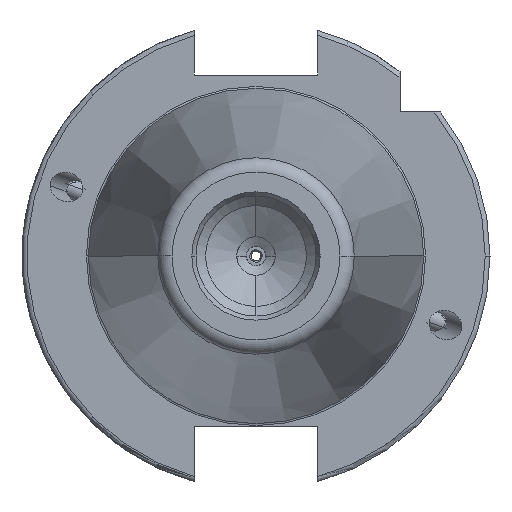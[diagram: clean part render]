
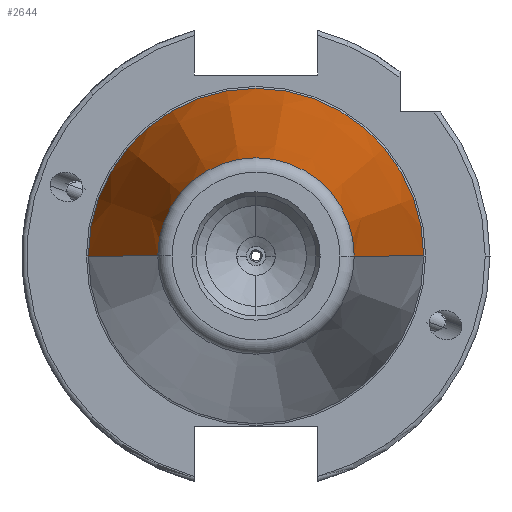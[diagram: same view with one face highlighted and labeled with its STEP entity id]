
A CAD part, left-side view. The second image highlights one B-rep face of the part: STEP entity #2644.
In plain terms, the highlighted conical face has half-angle 8.297 degrees and reference radius 34.925 mm.
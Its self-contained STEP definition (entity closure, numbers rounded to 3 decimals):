
#17 = EDGE_CURVE ( 'NONE', #701, #4521, #3044, .T. ) ;
#48 = CARTESIAN_POINT ( 'NONE',  ( -3.2, -34.925, 0. ) ) ;
#511 = DIRECTION ( 'NONE',  ( 0.99, -0.144, 0. ) ) ;
#701 = VERTEX_POINT ( 'NONE', #3665 ) ;
#731 = AXIS2_PLACEMENT_3D ( 'NONE', #1773, #5292, #2279 ) ;
#732 = CIRCLE ( 'NONE', #731, 34.925 ) ;
#774 = CARTESIAN_POINT ( 'NONE',  ( -3.2, -34.925, 0. ) ) ;
#794 = AXIS2_PLACEMENT_3D ( 'NONE', #5395, #2388, #5932 ) ;
#1373 = CIRCLE ( 'NONE', #794, 20.461 ) ;
#1541 = EDGE_CURVE ( 'NONE', #6280, #2955, #4459, .T. ) ;
#1709 = VECTOR ( 'NONE', #511, 1000. ) ;
#1773 = CARTESIAN_POINT ( 'NONE',  ( -3.2, 0., 0. ) ) ;
#1789 = VECTOR ( 'NONE', #1989, 1000. ) ;
#1989 = DIRECTION ( 'NONE',  ( 0.99, 0.144, 0. ) ) ;
#2227 = CARTESIAN_POINT ( 'NONE',  ( -102.383, 20.461, 0. ) ) ;
#2279 = DIRECTION ( 'NONE',  ( 0., -1., 0. ) ) ;
#2388 = DIRECTION ( 'NONE',  ( -1., 0., 0. ) ) ;
#2634 = AXIS2_PLACEMENT_3D ( 'NONE', #6268, #4227, #5270 ) ;
#2644 = ADVANCED_FACE ( 'NONE', ( #5569 ), #6292, .T. ) ;
#2955 = VERTEX_POINT ( 'NONE', #3352 ) ;
#3044 = LINE ( 'NONE', #48, #1709 ) ;
#3174 = ORIENTED_EDGE ( 'NONE', *, *, #5614, .F. ) ;
#3352 = CARTESIAN_POINT ( 'NONE',  ( -3.2, 34.925, 0. ) ) ;
#3665 = CARTESIAN_POINT ( 'NONE',  ( -102.383, -20.461, 0. ) ) ;
#4227 = DIRECTION ( 'NONE',  ( 1., 0., 0. ) ) ;
#4282 = ORIENTED_EDGE ( 'NONE', *, *, #17, .T. ) ;
#4340 = CARTESIAN_POINT ( 'NONE',  ( -3.2, 34.925, 0. ) ) ;
#4459 = LINE ( 'NONE', #4340, #1789 ) ;
#4520 = EDGE_CURVE ( 'NONE', #4521, #2955, #732, .T. ) ;
#4521 = VERTEX_POINT ( 'NONE', #774 ) ;
#4539 = EDGE_LOOP ( 'NONE', ( #3174, #4282, #4876, #5910 ) ) ;
#4876 = ORIENTED_EDGE ( 'NONE', *, *, #4520, .T. ) ;
#5270 = DIRECTION ( 'NONE',  ( 0., 1., 0. ) ) ;
#5292 = DIRECTION ( 'NONE',  ( -1., 0., 0. ) ) ;
#5395 = CARTESIAN_POINT ( 'NONE',  ( -102.383, 0., 0. ) ) ;
#5569 = FACE_OUTER_BOUND ( 'NONE', #4539, .T. ) ;
#5614 = EDGE_CURVE ( 'NONE', #701, #6280, #1373, .T. ) ;
#5910 = ORIENTED_EDGE ( 'NONE', *, *, #1541, .F. ) ;
#5932 = DIRECTION ( 'NONE',  ( 0., -1., 0. ) ) ;
#6268 = CARTESIAN_POINT ( 'NONE',  ( -3.2, 0., 0. ) ) ;
#6280 = VERTEX_POINT ( 'NONE', #2227 ) ;
#6292 = CONICAL_SURFACE ( 'NONE', #2634, 34.925, 0.145 ) ;
